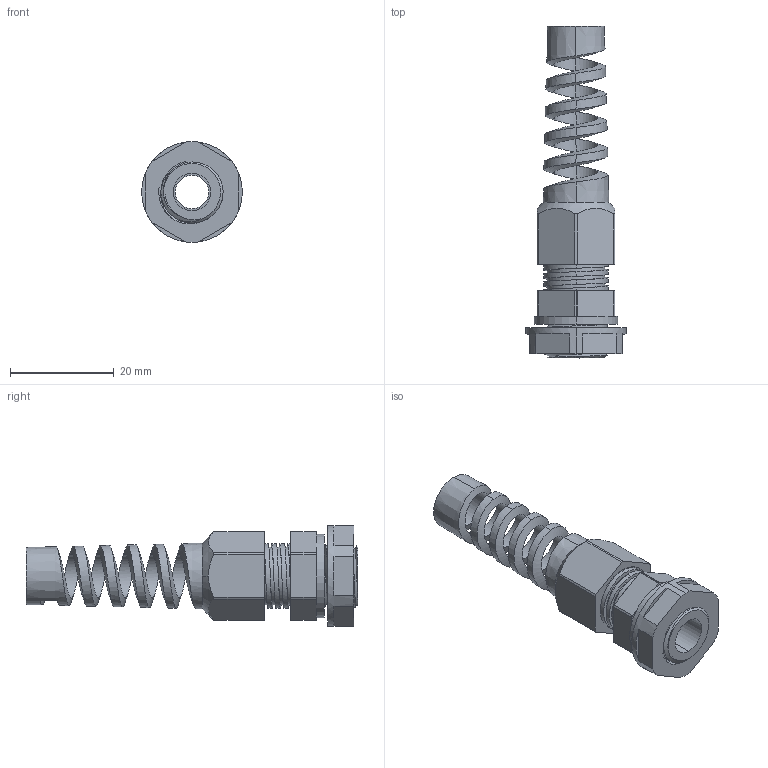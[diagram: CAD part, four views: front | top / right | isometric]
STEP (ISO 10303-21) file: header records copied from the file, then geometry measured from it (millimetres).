
FILE_DESCRIPTION (( 'STEP AP203' ), '1' );
FILE_NAME ('BMSPX-1S-W.step', '2016-02-11T13:27:04', ( '' ), ( '' ), 'SwSTEP 2.0', 'SolidWorks 2015', '' );
FILE_SCHEMA (( 'CONFIG_CONTROL_DESIGN' ));
Length unit declared in the file: millimetre
Products named in the file (1): BMSPX-1S-W
Bounding box: 19.4 x 64 x 19.4 mm (x, y, z)
Volume: 4942.1 mm3; surface area: 7466.9 mm2
Topology: 5 solids, 5 shells, 224 faces, 629 edges, 418 vertices
Faces by surface type: plane 102, cylinder 89, cone 18, bspline 13, torus 2
Entity records: 12503 total; most frequent: CARTESIAN_POINT 7004, ORIENTED_EDGE 1258, DIRECTION 1035, EDGE_CURVE 629, VERTEX_POINT 418, AXIS2_PLACEMENT_3D 376, LINE 283, VECTOR 283
